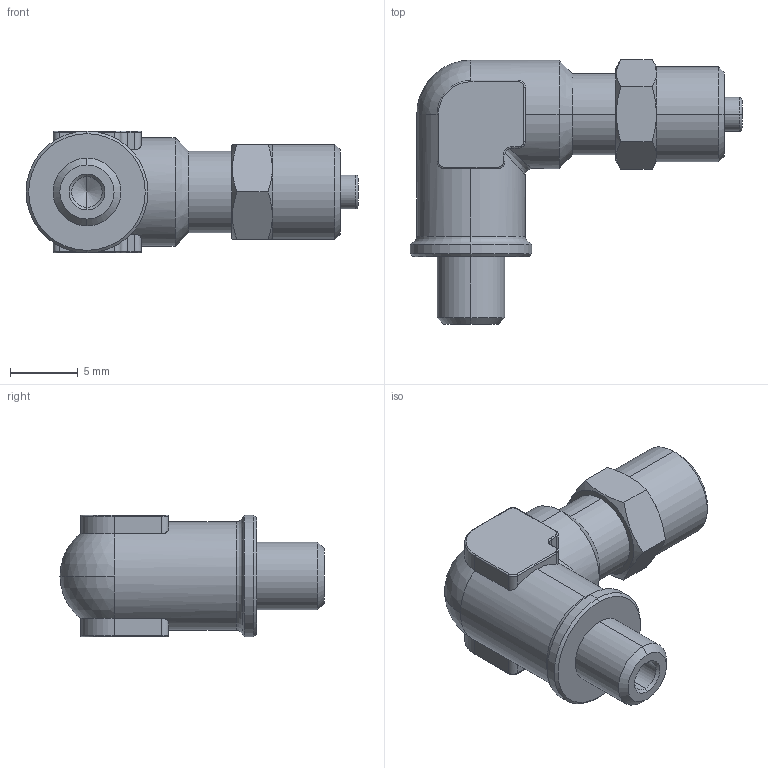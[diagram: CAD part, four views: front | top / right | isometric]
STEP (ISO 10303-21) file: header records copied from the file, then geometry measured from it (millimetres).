
FILE_DESCRIPTION (( 'STEP AP203' ), '1' );
FILE_NAME ('02060010.STEP', '2011-09-20T11:51:59', ( '' ), ( 'sopra-pneumatic' ), 'SwSTEP 2.0', 'SolidWorks 2011', '' );
FILE_SCHEMA (( 'CONFIG_CONTROL_DESIGN' ));
Length unit declared in the file: millimetre
Products named in the file (1): 02060010
Bounding box: 24.5 x 19.54 x 9 mm (x, y, z)
Volume: 1318.1 mm3; surface area: 1196.7 mm2
Topology: 1 solids, 1 shells, 115 faces, 265 edges, 155 vertices
Faces by surface type: cylinder 44, cone 26, plane 26, torus 16, sphere 2, bspline 1
Entity records: 3498 total; most frequent: CARTESIAN_POINT 821, DIRECTION 578, ORIENTED_EDGE 526, EDGE_CURVE 263, AXIS2_PLACEMENT_3D 238, VERTEX_POINT 155, CIRCLE 123, EDGE_LOOP 122
